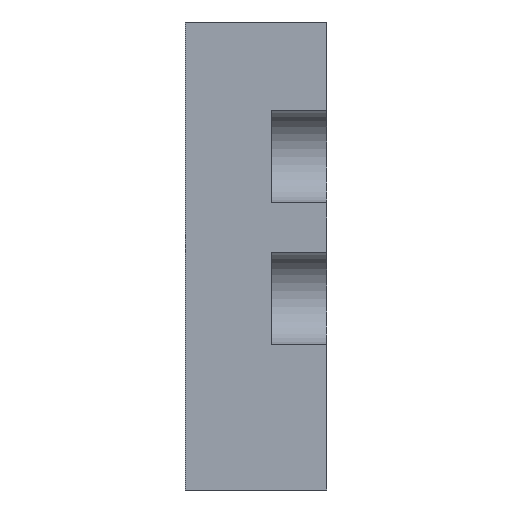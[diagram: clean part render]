
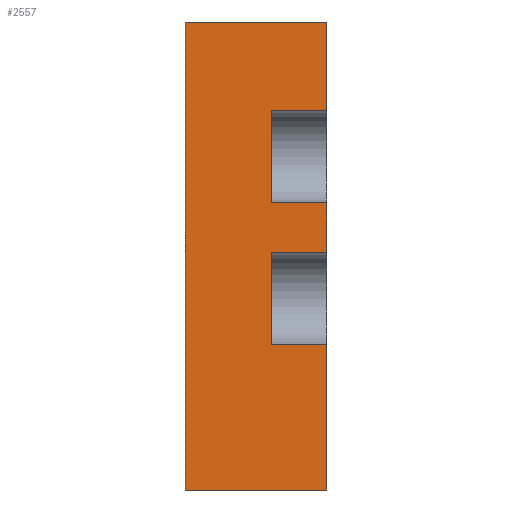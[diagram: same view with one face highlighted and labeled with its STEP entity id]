
A CAD part, left-side view. The second image highlights one B-rep face of the part: STEP entity #2557.
In plain terms, the highlighted planar face has unit normal (-1, 0, 0).
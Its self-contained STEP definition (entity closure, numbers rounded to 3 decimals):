
#94 = CARTESIAN_POINT ( 'NONE',  ( -42.5, -16.37, 0. ) ) ;
#132 = EDGE_LOOP ( 'NONE', ( #217, #1604, #2391, #2894, #1539, #1589, #868, #1086, #963, #774, #802, #1572 ) ) ;
#217 = ORIENTED_EDGE ( 'NONE', *, *, #276, .F. ) ;
#228 = CARTESIAN_POINT ( 'NONE',  ( -42.5, -12.37, 0. ) ) ;
#276 = EDGE_CURVE ( 'NONE', #3134, #3249, #1506, .T. ) ;
#296 = VECTOR ( 'NONE', #824, 1000. ) ;
#308 = VECTOR ( 'NONE', #2173, 1000. ) ;
#334 = LINE ( 'NONE', #2998, #1169 ) ;
#379 = LINE ( 'NONE', #1552, #3321 ) ;
#388 = DIRECTION ( 'NONE',  ( 0., 1., 0. ) ) ;
#394 = DIRECTION ( 'NONE',  ( 0., 0., 1. ) ) ;
#420 = EDGE_CURVE ( 'NONE', #1113, #2593, #3647, .T. ) ;
#540 = VECTOR ( 'NONE', #2800, 1000. ) ;
#774 = ORIENTED_EDGE ( 'NONE', *, *, #3232, .T. ) ;
#790 = PLANE ( 'NONE',  #1299 ) ;
#802 = ORIENTED_EDGE ( 'NONE', *, *, #2531, .T. ) ;
#811 = CARTESIAN_POINT ( 'NONE',  ( -42.5, -16.37, 0. ) ) ;
#824 = DIRECTION ( 'NONE',  ( 0., -1., 0. ) ) ;
#844 = EDGE_CURVE ( 'NONE', #2593, #3597, #1894, .T. ) ;
#868 = ORIENTED_EDGE ( 'NONE', *, *, #844, .F. ) ;
#925 = DIRECTION ( 'NONE',  ( 0., 0., 1. ) ) ;
#961 = VECTOR ( 'NONE', #925, 1000. ) ;
#963 = ORIENTED_EDGE ( 'NONE', *, *, #3496, .F. ) ;
#978 = VECTOR ( 'NONE', #2936, 1000. ) ;
#1086 = ORIENTED_EDGE ( 'NONE', *, *, #420, .F. ) ;
#1113 = VERTEX_POINT ( 'NONE', #2951 ) ;
#1116 = DIRECTION ( 'NONE',  ( 1., 0., 0. ) ) ;
#1124 = VERTEX_POINT ( 'NONE', #3256 ) ;
#1169 = VECTOR ( 'NONE', #388, 1000. ) ;
#1262 = DIRECTION ( 'NONE',  ( 0., 0., -1. ) ) ;
#1299 = AXIS2_PLACEMENT_3D ( 'NONE', #3503, #1116, #3150 ) ;
#1349 = CARTESIAN_POINT ( 'NONE',  ( -42.5, 0.38, -12.578 ) ) ;
#1413 = VECTOR ( 'NONE', #394, 1000. ) ;
#1506 = LINE ( 'NONE', #3225, #961 ) ;
#1539 = ORIENTED_EDGE ( 'NONE', *, *, #1870, .T. ) ;
#1542 = LINE ( 'NONE', #3017, #978 ) ;
#1552 = CARTESIAN_POINT ( 'NONE',  ( -42.5, -12.37, -10. ) ) ;
#1572 = ORIENTED_EDGE ( 'NONE', *, *, #1707, .F. ) ;
#1589 = ORIENTED_EDGE ( 'NONE', *, *, #3608, .T. ) ;
#1598 = EDGE_CURVE ( 'NONE', #2055, #1650, #3632, .T. ) ;
#1604 = ORIENTED_EDGE ( 'NONE', *, *, #1689, .T. ) ;
#1612 = CARTESIAN_POINT ( 'NONE',  ( -42.5, -12.37, 0. ) ) ;
#1650 = VERTEX_POINT ( 'NONE', #2751 ) ;
#1687 = VERTEX_POINT ( 'NONE', #2522 ) ;
#1689 = EDGE_CURVE ( 'NONE', #3134, #2343, #2210, .T. ) ;
#1707 = EDGE_CURVE ( 'NONE', #3249, #2214, #3393, .T. ) ;
#1816 = CARTESIAN_POINT ( 'NONE',  ( -42.5, 10.38, -3.9 ) ) ;
#1828 = CARTESIAN_POINT ( 'NONE',  ( -42.5, 3.88, -3.9 ) ) ;
#1848 = VECTOR ( 'NONE', #2539, 1000. ) ;
#1870 = EDGE_CURVE ( 'NONE', #2055, #1124, #1542, .T. ) ;
#1889 = LINE ( 'NONE', #3346, #1413 ) ;
#1894 = LINE ( 'NONE', #94, #3675 ) ;
#1900 = DIRECTION ( 'NONE',  ( 0., -1., 0. ) ) ;
#2055 = VERTEX_POINT ( 'NONE', #2273 ) ;
#2104 = VECTOR ( 'NONE', #2196, 1000. ) ;
#2136 = VECTOR ( 'NONE', #1900, 1000. ) ;
#2173 = DIRECTION ( 'NONE',  ( 0., -1., 0. ) ) ;
#2196 = DIRECTION ( 'NONE',  ( 0., 0., 1. ) ) ;
#2210 = LINE ( 'NONE', #3378, #540 ) ;
#2214 = VERTEX_POINT ( 'NONE', #2357 ) ;
#2273 = CARTESIAN_POINT ( 'NONE',  ( -42.5, 16.63, 0. ) ) ;
#2316 = VERTEX_POINT ( 'NONE', #2683 ) ;
#2343 = VERTEX_POINT ( 'NONE', #1816 ) ;
#2357 = CARTESIAN_POINT ( 'NONE',  ( -42.5, 0.38, 0. ) ) ;
#2391 = ORIENTED_EDGE ( 'NONE', *, *, #3281, .T. ) ;
#2464 = CARTESIAN_POINT ( 'NONE',  ( -42.5, -12.37, 0. ) ) ;
#2522 = CARTESIAN_POINT ( 'NONE',  ( -42.5, 0.38, -3.9 ) ) ;
#2531 = EDGE_CURVE ( 'NONE', #1687, #2214, #2543, .T. ) ;
#2539 = DIRECTION ( 'NONE',  ( 0., 0., 1. ) ) ;
#2543 = LINE ( 'NONE', #1349, #2104 ) ;
#2557 = ADVANCED_FACE ( 'NONE', ( #3419 ), #790, .F. ) ;
#2593 = VERTEX_POINT ( 'NONE', #811 ) ;
#2683 = CARTESIAN_POINT ( 'NONE',  ( -42.5, -6.12, -3.9 ) ) ;
#2751 = CARTESIAN_POINT ( 'NONE',  ( -42.5, 10.38, 0. ) ) ;
#2800 = DIRECTION ( 'NONE',  ( 0., 1., 0. ) ) ;
#2820 = CARTESIAN_POINT ( 'NONE',  ( -42.5, 3.88, 0. ) ) ;
#2894 = ORIENTED_EDGE ( 'NONE', *, *, #1598, .F. ) ;
#2936 = DIRECTION ( 'NONE',  ( 0., 0., -1. ) ) ;
#2951 = CARTESIAN_POINT ( 'NONE',  ( -42.5, -6.12, 0. ) ) ;
#2998 = CARTESIAN_POINT ( 'NONE',  ( -42.5, -12.37, -3.9 ) ) ;
#3007 = CARTESIAN_POINT ( 'NONE',  ( -42.5, -16.37, -10. ) ) ;
#3017 = CARTESIAN_POINT ( 'NONE',  ( -42.5, 16.63, 0. ) ) ;
#3099 = LINE ( 'NONE', #3392, #1848 ) ;
#3134 = VERTEX_POINT ( 'NONE', #1828 ) ;
#3150 = DIRECTION ( 'NONE',  ( 0., 1., 0. ) ) ;
#3225 = CARTESIAN_POINT ( 'NONE',  ( -42.5, 3.88, -12.578 ) ) ;
#3232 = EDGE_CURVE ( 'NONE', #2316, #1687, #334, .T. ) ;
#3249 = VERTEX_POINT ( 'NONE', #2820 ) ;
#3256 = CARTESIAN_POINT ( 'NONE',  ( -42.5, 16.63, -10. ) ) ;
#3281 = EDGE_CURVE ( 'NONE', #2343, #1650, #3099, .T. ) ;
#3315 = DIRECTION ( 'NONE',  ( 0., -1., 0. ) ) ;
#3321 = VECTOR ( 'NONE', #3315, 1000. ) ;
#3346 = CARTESIAN_POINT ( 'NONE',  ( -42.5, -6.12, -12.578 ) ) ;
#3378 = CARTESIAN_POINT ( 'NONE',  ( -42.5, -12.37, -3.9 ) ) ;
#3392 = CARTESIAN_POINT ( 'NONE',  ( -42.5, 10.38, -12.578 ) ) ;
#3393 = LINE ( 'NONE', #228, #296 ) ;
#3419 = FACE_OUTER_BOUND ( 'NONE', #132, .T. ) ;
#3496 = EDGE_CURVE ( 'NONE', #2316, #1113, #1889, .T. ) ;
#3503 = CARTESIAN_POINT ( 'NONE',  ( -42.5, -12.37, 0. ) ) ;
#3597 = VERTEX_POINT ( 'NONE', #3007 ) ;
#3608 = EDGE_CURVE ( 'NONE', #1124, #3597, #379, .T. ) ;
#3632 = LINE ( 'NONE', #1612, #2136 ) ;
#3647 = LINE ( 'NONE', #2464, #308 ) ;
#3675 = VECTOR ( 'NONE', #1262, 1000. ) ;
